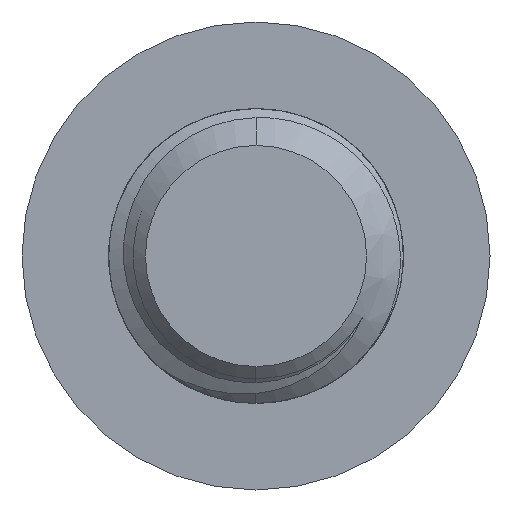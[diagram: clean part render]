
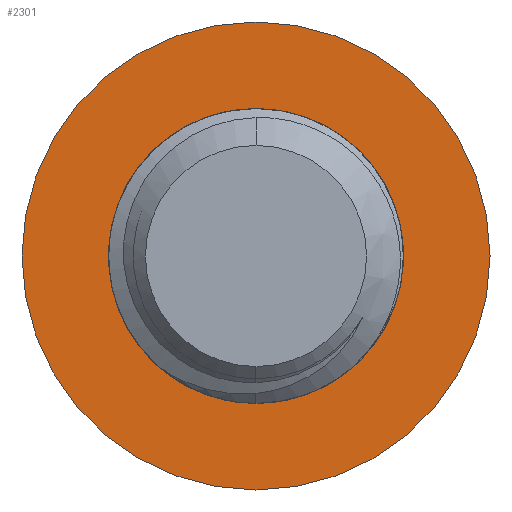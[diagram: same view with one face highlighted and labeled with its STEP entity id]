
A CAD part, left-side view. The second image highlights one B-rep face of the part: STEP entity #2301.
In plain terms, the highlighted planar face has unit normal (-1, 0, 0).
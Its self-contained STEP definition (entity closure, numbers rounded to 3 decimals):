
#11 = DIRECTION ( 'NONE',  ( 1., 0., 0. ) ) ;
#71 = CIRCLE ( 'NONE', #580, 9.525 ) ;
#247 = CARTESIAN_POINT ( 'NONE',  ( 170., 0., -6. ) ) ;
#450 = VERTEX_POINT ( 'NONE', #2965 ) ;
#529 = DIRECTION ( 'NONE',  ( 0., 0., -1. ) ) ;
#580 = AXIS2_PLACEMENT_3D ( 'NONE', #841, #806, #2320 ) ;
#587 = CIRCLE ( 'NONE', #1236, 6. ) ;
#631 = VERTEX_POINT ( 'NONE', #247 ) ;
#660 = VERTEX_POINT ( 'NONE', #1774 ) ;
#718 = CARTESIAN_POINT ( 'NONE',  ( 170., 0., 6. ) ) ;
#753 = ORIENTED_EDGE ( 'NONE', *, *, #1838, .F. ) ;
#756 = FACE_BOUND ( 'NONE', #1433, .T. ) ;
#806 = DIRECTION ( 'NONE',  ( 1., 0., 0. ) ) ;
#841 = CARTESIAN_POINT ( 'NONE',  ( 170., 0., 0. ) ) ;
#1007 = DIRECTION ( 'NONE',  ( 1., 0., 0. ) ) ;
#1226 = EDGE_CURVE ( 'NONE', #1604, #631, #2611, .T. ) ;
#1236 = AXIS2_PLACEMENT_3D ( 'NONE', #1889, #1859, #1381 ) ;
#1381 = DIRECTION ( 'NONE',  ( 0., 0., -1. ) ) ;
#1433 = EDGE_LOOP ( 'NONE', ( #2685, #2647 ) ) ;
#1561 = EDGE_LOOP ( 'NONE', ( #3100, #753 ) ) ;
#1604 = VERTEX_POINT ( 'NONE', #718 ) ;
#1767 = DIRECTION ( 'NONE',  ( 1., 0., 0. ) ) ;
#1774 = CARTESIAN_POINT ( 'NONE',  ( 170., 0., 9.525 ) ) ;
#1838 = EDGE_CURVE ( 'NONE', #450, #660, #2201, .T. ) ;
#1859 = DIRECTION ( 'NONE',  ( 1., 0., 0. ) ) ;
#1889 = CARTESIAN_POINT ( 'NONE',  ( 170., 0., 0. ) ) ;
#1992 = PLANE ( 'NONE',  #2157 ) ;
#2088 = EDGE_CURVE ( 'NONE', #631, #1604, #587, .T. ) ;
#2157 = AXIS2_PLACEMENT_3D ( 'NONE', #2459, #1007, #529 ) ;
#2201 = CIRCLE ( 'NONE', #3116, 9.525 ) ;
#2301 = ADVANCED_FACE ( 'NONE', ( #756, #2430 ), #1992, .F. ) ;
#2320 = DIRECTION ( 'NONE',  ( 0., 0., -1. ) ) ;
#2424 = EDGE_CURVE ( 'NONE', #660, #450, #71, .T. ) ;
#2430 = FACE_OUTER_BOUND ( 'NONE', #1561, .T. ) ;
#2448 = CARTESIAN_POINT ( 'NONE',  ( 170., 0., 0. ) ) ;
#2459 = CARTESIAN_POINT ( 'NONE',  ( 170., 0., 0. ) ) ;
#2524 = CARTESIAN_POINT ( 'NONE',  ( 170., 0., 0. ) ) ;
#2611 = CIRCLE ( 'NONE', #2906, 6. ) ;
#2647 = ORIENTED_EDGE ( 'NONE', *, *, #2088, .T. ) ;
#2685 = ORIENTED_EDGE ( 'NONE', *, *, #1226, .T. ) ;
#2790 = DIRECTION ( 'NONE',  ( 0., 0., -1. ) ) ;
#2906 = AXIS2_PLACEMENT_3D ( 'NONE', #2524, #1767, #2790 ) ;
#2962 = DIRECTION ( 'NONE',  ( 0., 0., -1. ) ) ;
#2965 = CARTESIAN_POINT ( 'NONE',  ( 170., 0., -9.525 ) ) ;
#3100 = ORIENTED_EDGE ( 'NONE', *, *, #2424, .F. ) ;
#3116 = AXIS2_PLACEMENT_3D ( 'NONE', #2448, #11, #2962 ) ;
